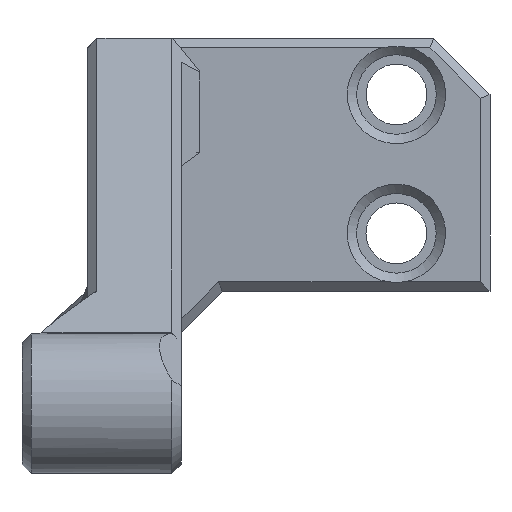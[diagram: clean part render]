
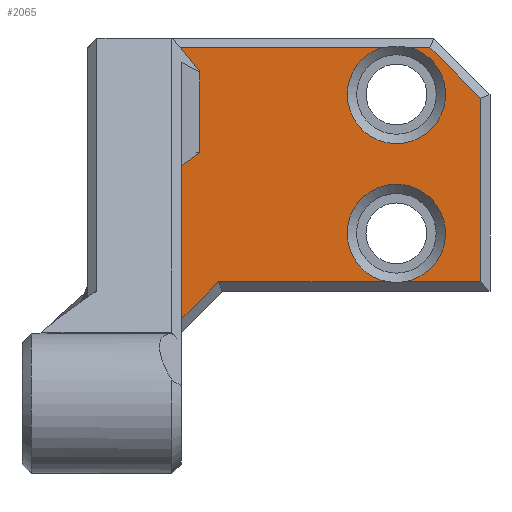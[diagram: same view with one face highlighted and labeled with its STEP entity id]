
A CAD part, front view. The second image highlights one B-rep face of the part: STEP entity #2065.
In plain terms, the highlighted planar face has unit normal (0, -1, 0).
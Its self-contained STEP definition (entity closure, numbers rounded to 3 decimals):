
#81=CIRCLE('',#2138,2.625);
#83=CIRCLE('',#2140,2.625);
#85=CIRCLE('',#2145,2.625);
#87=CIRCLE('',#2147,2.625);
#189=FACE_OUTER_BOUND('',#307,.T.);
#307=EDGE_LOOP('',(#1656,#1657,#1658,#1659,#1660,#1661,#1662,#1663,#1664,
#1665,#1666,#1667,#1668,#1669,#1670,#1671,#1672));
#393=LINE('',#2981,#603);
#397=LINE('',#2988,#607);
#400=LINE('',#3007,#610);
#404=LINE('',#3014,#614);
#500=LINE('',#3249,#710);
#502=LINE('',#3256,#712);
#504=LINE('',#3260,#714);
#506=LINE('',#3263,#716);
#507=LINE('',#3266,#717);
#510=LINE('',#3270,#720);
#524=LINE('',#3298,#734);
#527=LINE('',#3304,#737);
#528=LINE('',#3305,#738);
#603=VECTOR('',#2368,10.);
#607=VECTOR('',#2372,10.);
#610=VECTOR('',#2389,10.);
#614=VECTOR('',#2393,10.);
#710=VECTOR('',#2587,10.);
#712=VECTOR('',#2595,10.);
#714=VECTOR('',#2599,10.);
#716=VECTOR('',#2603,10.);
#717=VECTOR('',#2606,10.);
#720=VECTOR('',#2611,10.);
#734=VECTOR('',#2635,10.);
#737=VECTOR('',#2644,10.);
#738=VECTOR('',#2645,10.);
#858=VERTEX_POINT('',#2968);
#859=VERTEX_POINT('',#2969);
#860=VERTEX_POINT('',#2973);
#862=VERTEX_POINT('',#2980);
#865=VERTEX_POINT('',#2986);
#867=VERTEX_POINT('',#2994);
#868=VERTEX_POINT('',#2995);
#869=VERTEX_POINT('',#2999);
#871=VERTEX_POINT('',#3006);
#874=VERTEX_POINT('',#3012);
#946=VERTEX_POINT('',#3232);
#948=VERTEX_POINT('',#3243);
#950=VERTEX_POINT('',#3247);
#952=VERTEX_POINT('',#3255);
#953=VERTEX_POINT('',#3259);
#954=VERTEX_POINT('',#3265);
#960=VERTEX_POINT('',#3296);
#1058=EDGE_CURVE('',#859,#860,#81,.T.);
#1061=EDGE_CURVE('',#860,#858,#83,.T.);
#1062=EDGE_CURVE('',#858,#862,#393,.T.);
#1066=EDGE_CURVE('',#865,#859,#397,.T.);
#1070=EDGE_CURVE('',#868,#869,#85,.T.);
#1073=EDGE_CURVE('',#869,#867,#87,.T.);
#1074=EDGE_CURVE('',#867,#871,#400,.T.);
#1078=EDGE_CURVE('',#874,#868,#404,.T.);
#1192=EDGE_CURVE('',#950,#948,#500,.T.);
#1195=EDGE_CURVE('',#946,#952,#502,.T.);
#1197=EDGE_CURVE('',#871,#953,#504,.T.);
#1199=EDGE_CURVE('',#953,#865,#506,.T.);
#1200=EDGE_CURVE('',#862,#954,#507,.T.);
#1203=EDGE_CURVE('',#954,#946,#510,.T.);
#1218=EDGE_CURVE('',#948,#960,#524,.T.);
#1221=EDGE_CURVE('',#960,#874,#527,.T.);
#1222=EDGE_CURVE('',#952,#950,#528,.T.);
#1656=ORIENTED_EDGE('',*,*,#1058,.F.);
#1657=ORIENTED_EDGE('',*,*,#1066,.F.);
#1658=ORIENTED_EDGE('',*,*,#1199,.F.);
#1659=ORIENTED_EDGE('',*,*,#1197,.F.);
#1660=ORIENTED_EDGE('',*,*,#1074,.F.);
#1661=ORIENTED_EDGE('',*,*,#1073,.F.);
#1662=ORIENTED_EDGE('',*,*,#1070,.F.);
#1663=ORIENTED_EDGE('',*,*,#1078,.F.);
#1664=ORIENTED_EDGE('',*,*,#1221,.F.);
#1665=ORIENTED_EDGE('',*,*,#1218,.F.);
#1666=ORIENTED_EDGE('',*,*,#1192,.F.);
#1667=ORIENTED_EDGE('',*,*,#1222,.F.);
#1668=ORIENTED_EDGE('',*,*,#1195,.F.);
#1669=ORIENTED_EDGE('',*,*,#1203,.F.);
#1670=ORIENTED_EDGE('',*,*,#1200,.F.);
#1671=ORIENTED_EDGE('',*,*,#1062,.F.);
#1672=ORIENTED_EDGE('',*,*,#1061,.F.);
#1970=PLANE('',#2212);
#2065=ADVANCED_FACE('',(#189),#1970,.T.);
#2138=AXIS2_PLACEMENT_3D('',#2974,#2359,#2360);
#2140=AXIS2_PLACEMENT_3D('',#2978,#2364,#2365);
#2145=AXIS2_PLACEMENT_3D('',#3000,#2380,#2381);
#2147=AXIS2_PLACEMENT_3D('',#3004,#2385,#2386);
#2212=AXIS2_PLACEMENT_3D('',#3303,#2642,#2643);
#2359=DIRECTION('center_axis',(0.,-1.,0.));
#2360=DIRECTION('ref_axis',(1.,0.,0.));
#2364=DIRECTION('center_axis',(0.,-1.,0.));
#2365=DIRECTION('ref_axis',(1.,0.,0.));
#2368=DIRECTION('',(-1.,0.,0.));
#2372=DIRECTION('',(-1.,0.,0.));
#2380=DIRECTION('center_axis',(0.,-1.,0.));
#2381=DIRECTION('ref_axis',(1.,0.,0.));
#2385=DIRECTION('center_axis',(0.,-1.,0.));
#2386=DIRECTION('ref_axis',(1.,0.,0.));
#2389=DIRECTION('',(1.,0.,0.));
#2393=DIRECTION('',(1.,0.,0.));
#2587=DIRECTION('',(1.,0.,0.));
#2595=DIRECTION('',(-1.,0.,0.));
#2599=DIRECTION('',(0.707,0.,-0.707));
#2603=DIRECTION('',(0.,0.,-1.));
#2606=DIRECTION('',(-0.707,0.,-0.707));
#2611=DIRECTION('',(0.,0.,-1.));
#2635=DIRECTION('',(0.,0.,1.));
#2642=DIRECTION('center_axis',(0.,-1.,0.));
#2643=DIRECTION('ref_axis',(0.,0.,-1.));
#2644=DIRECTION('',(-0.63,0.,0.777));
#2645=DIRECTION('',(0.,0.,1.));
#2968=CARTESIAN_POINT('',(-10.424,59.58,103.767));
#2969=CARTESIAN_POINT('',(-9.576,59.58,103.767));
#2973=CARTESIAN_POINT('',(-12.625,59.58,106.358));
#2974=CARTESIAN_POINT('Origin',(-10.,59.58,106.358));
#2978=CARTESIAN_POINT('Origin',(-10.,59.58,106.358));
#2980=CARTESIAN_POINT('',(-19.502,59.58,103.767));
#2981=CARTESIAN_POINT('',(-24.218,59.58,103.767));
#2986=CARTESIAN_POINT('',(-5.5,59.58,103.767));
#2988=CARTESIAN_POINT('',(-24.218,59.58,103.767));
#2994=CARTESIAN_POINT('',(-9.21,59.58,116.279));
#2995=CARTESIAN_POINT('',(-10.784,59.58,116.279));
#2999=CARTESIAN_POINT('',(-12.622,59.58,113.774));
#3000=CARTESIAN_POINT('Origin',(-9.997,59.58,113.774));
#3004=CARTESIAN_POINT('Origin',(-9.997,59.58,113.774));
#3006=CARTESIAN_POINT('',(-8.207,59.58,116.279));
#3007=CARTESIAN_POINT('',(-24.218,59.58,116.279));
#3012=CARTESIAN_POINT('',(-21.546,59.58,116.279));
#3014=CARTESIAN_POINT('',(-24.218,59.58,116.279));
#3232=CARTESIAN_POINT('',(-21.995,59.58,98.519));
#3243=CARTESIAN_POINT('',(-20.495,59.58,110.661));
#3247=CARTESIAN_POINT('',(-25.995,59.58,110.661));
#3249=CARTESIAN_POINT('',(-23.995,59.58,110.661));
#3255=CARTESIAN_POINT('',(-25.995,59.58,98.519));
#3256=CARTESIAN_POINT('',(-23.995,59.58,98.519));
#3259=CARTESIAN_POINT('',(-5.5,59.58,113.571));
#3260=CARTESIAN_POINT('',(-11.658,59.58,119.729));
#3263=CARTESIAN_POINT('',(-5.5,59.58,113.278));
#3265=CARTESIAN_POINT('',(-21.995,59.58,101.275));
#3266=CARTESIAN_POINT('',(-18.052,59.58,105.218));
#3270=CARTESIAN_POINT('',(-21.995,59.58,107.024));
#3296=CARTESIAN_POINT('',(-20.495,59.58,114.981));
#3298=CARTESIAN_POINT('',(-20.495,59.58,107.024));
#3303=CARTESIAN_POINT('Origin',(-24.218,59.58,116.779));
#3304=CARTESIAN_POINT('',(-20.544,59.58,115.041));
#3305=CARTESIAN_POINT('',(-25.995,59.58,107.024));
